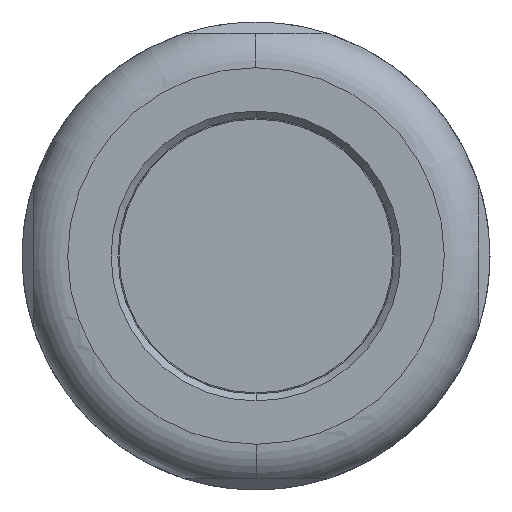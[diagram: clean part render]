
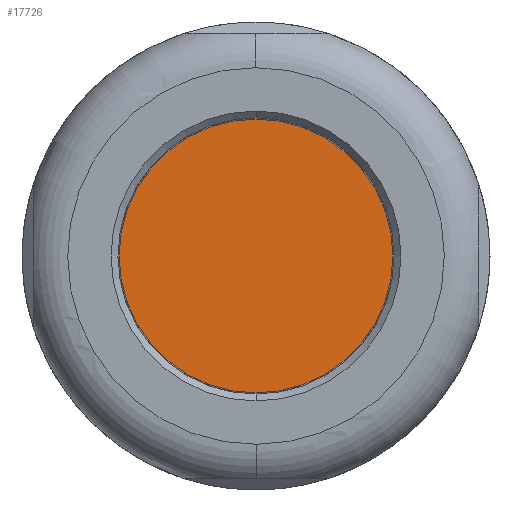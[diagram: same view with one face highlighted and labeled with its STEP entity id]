
A CAD part, front view. The second image highlights one B-rep face of the part: STEP entity #17726.
In plain terms, the highlighted planar face has unit normal (0, -1, 0).
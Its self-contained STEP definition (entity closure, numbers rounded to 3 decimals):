
#3112=CARTESIAN_POINT('',(-15.334,-35.489,
25.366));
#3113=DIRECTION('',(0.,-1.,0.));
#3114=DIRECTION('',(0.,0.,-1.));
#3115=AXIS2_PLACEMENT_3D('',#3112,#3113,#3114);
#3117=CARTESIAN_POINT('',(-15.334,-35.489,
25.366));
#3118=DIRECTION('',(0.,-1.,0.));
#3119=DIRECTION('',(0.,0.,1.));
#3120=AXIS2_PLACEMENT_3D('',#3117,#3118,#3119);
#14290=CARTESIAN_POINT('',(-15.334,-35.489,
19.366));
#14291=CARTESIAN_POINT('',(-15.334,-35.489,
31.366));
#14292=VERTEX_POINT('',#14290);
#14293=VERTEX_POINT('',#14291);
#17717=CARTESIAN_POINT('',(-15.334,-35.489,
25.366));
#17718=DIRECTION('',(0.,-1.,0.));
#17719=DIRECTION('',(0.,0.,-1.));
#17720=AXIS2_PLACEMENT_3D('',#17717,#17718,#17719);
#17721=PLANE('',#17720);
#17722=ORIENTED_EDGE('',*,*,#17697,.F.);
#17723=ORIENTED_EDGE('',*,*,#17711,.F.);
#17724=EDGE_LOOP('',(#17722,#17723));
#17725=FACE_OUTER_BOUND('',#17724,.F.);
#17726=ADVANCED_FACE('',(#17725),#17721,.T.);
#3116=CIRCLE('',#3115,6.);
#3121=CIRCLE('',#3120,6.);
#17697=EDGE_CURVE('',#14292,#14293,#3116,.T.);
#17711=EDGE_CURVE('',#14293,#14292,#3121,.T.);
